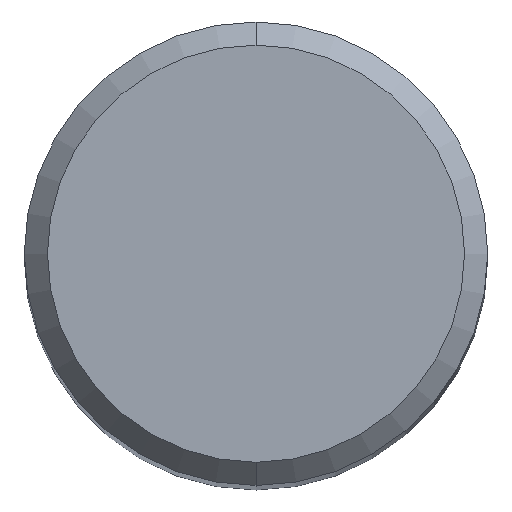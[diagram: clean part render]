
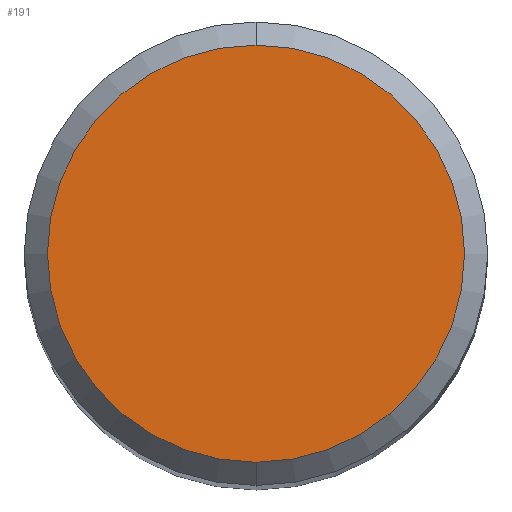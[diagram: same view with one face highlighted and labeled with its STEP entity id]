
A CAD part, top view. The second image highlights one B-rep face of the part: STEP entity #191.
In plain terms, the highlighted planar face has unit normal (0, 0, 1).
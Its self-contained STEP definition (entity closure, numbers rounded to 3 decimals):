
#117=EDGE_CURVE('',#171,#125,#271,.T.);
#125=VERTEX_POINT('',#281);
#155=EDGE_CURVE('',#125,#171,#314,.T.);
#171=VERTEX_POINT('',#332);
#191=ADVANCED_FACE('',(#353),#354,.T.);
#271=CIRCLE('',#433,3.6);
#281=CARTESIAN_POINT('',(0.,-3.6,0.0));
#314=CIRCLE('',#488,3.6);
#332=CARTESIAN_POINT('',(0.0,3.6,0.0));
#353=FACE_OUTER_BOUND('',#539,.T.);
#354=PLANE('',#540);
#433=AXIS2_PLACEMENT_3D('',#631,#632,#633);
#488=AXIS2_PLACEMENT_3D('',#685,#686,#687);
#539=EDGE_LOOP('',(#730,#731));
#540=AXIS2_PLACEMENT_3D('',#732,#733,#734);
#631=CARTESIAN_POINT('',(0.0,0.0,0.0));
#632=DIRECTION('',(0.0,0.0,-1.0));
#633=DIRECTION('',(0.0,1.0,0.0));
#685=CARTESIAN_POINT('',(0.0,0.0,0.0));
#686=DIRECTION('',(0.0,0.0,-1.0));
#687=DIRECTION('',(0.0,1.0,0.0));
#730=ORIENTED_EDGE('',*,*,#117,.F.);
#731=ORIENTED_EDGE('',*,*,#155,.F.);
#732=CARTESIAN_POINT('',(0.0,1.8,0.0));
#733=DIRECTION('',(-0.0,0.0,1.0));
#734=DIRECTION('',(0.0,-1.0,0.0));
